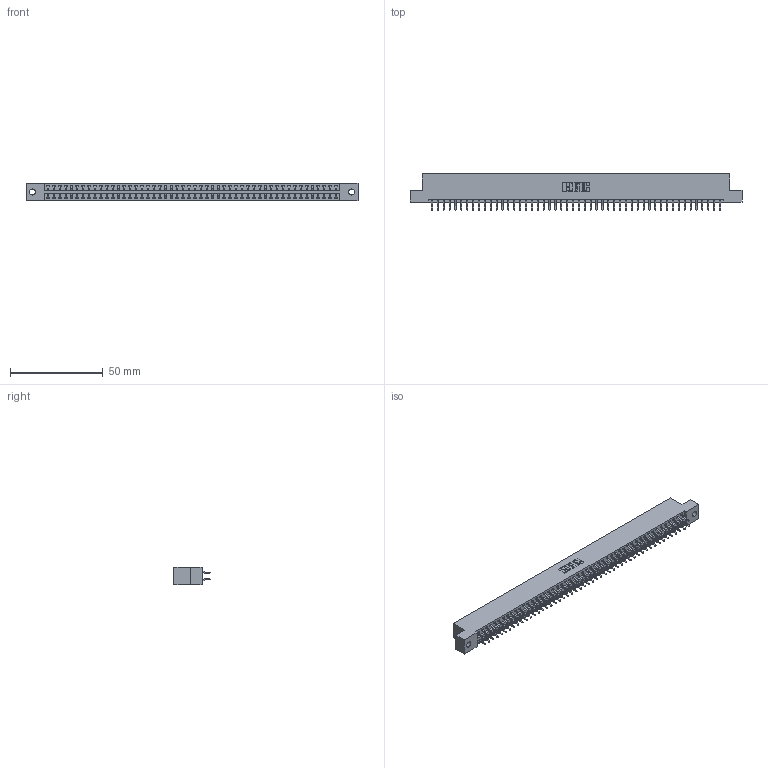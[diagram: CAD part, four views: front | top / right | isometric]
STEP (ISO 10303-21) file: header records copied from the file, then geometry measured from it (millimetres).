
FILE_DESCRIPTION (( 'STEP AP203' ), '1' );
FILE_NAME ('346-100-556-202.STEP', '2018-08-30T11:19:11', ( '' ), ( '' ), 'SwSTEP 2.0', 'SolidWorks 2016', '' );
FILE_SCHEMA (( 'CONFIG_CONTROL_DESIGN' ));
Length unit declared in the file: inch
Products named in the file (3): 346 Part_Flush Mounting Lugs - 0.128 Dia; 345-292-001_556 Tail; 346-100-556-202
Assembly tree (101 placements, depth 2):
  346-100-556-202
    346 Part_Flush Mounting Lugs - 0.128 Dia
    345-292-001_556 Tail  x100
Bounding box: 179.32 x 19.57 x 9.4 mm (x, y, z)
Volume: 895.9 mm3; surface area: 23830.2 mm2
Topology: 100 solids, 101 shells, 5922 faces, 17628 edges, 11618 vertices
Faces by surface type: plane 3976, cylinder 1946
Entity records: 31775 total; most frequent: CARTESIAN_POINT 5240, ORIENTED_EDGE 5162, DIRECTION 4657, EDGE_CURVE 2580, LINE 2241, VECTOR 2241, VERTEX_POINT 1718, AXIS2_PLACEMENT_3D 1208
